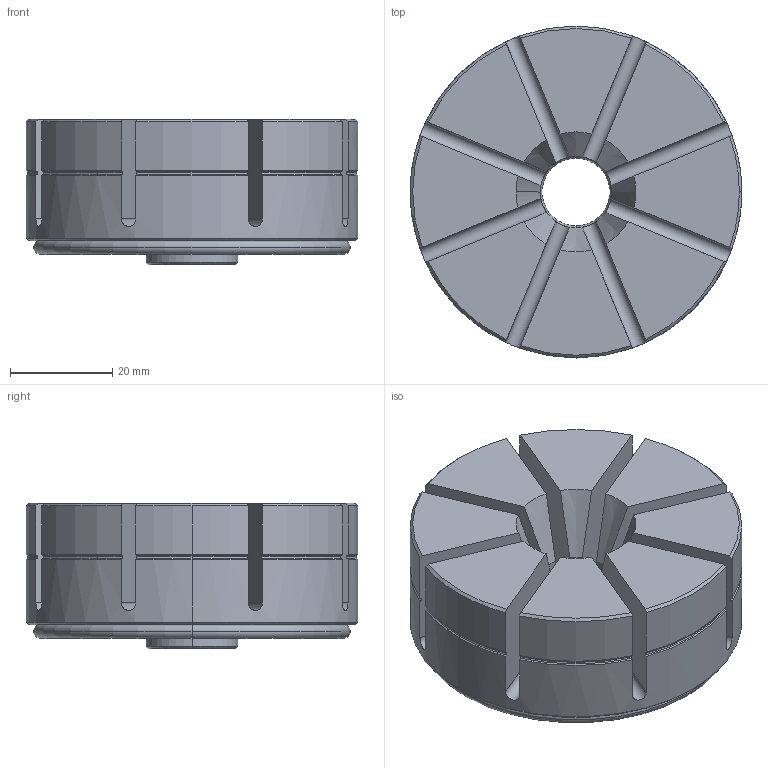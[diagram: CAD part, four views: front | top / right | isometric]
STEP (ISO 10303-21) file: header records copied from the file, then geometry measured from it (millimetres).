
FILE_DESCRIPTION (( 'STEP AP203' ), '1' );
FILE_NAME ('cp127-06501.STEP', '2021-10-25T23:35:03', ( '' ), ( '' ), 'SwSTEP 2.0', 'SolidWorks 2020', '' );
FILE_SCHEMA (( 'CONFIG_CONTROL_DESIGN' ));
Length unit declared in the file: millimetre
Products named in the file (1): cp127-06501
Bounding box: 65 x 65 x 28.5 mm (x, y, z)
Volume: 59347 mm3; surface area: 21899 mm2
Topology: 1 solids, 1 shells, 188 faces, 488 edges, 303 vertices
Faces by surface type: cone 66, cylinder 49, plane 41, torus 30, bspline 2
Entity records: 6262 total; most frequent: CARTESIAN_POINT 1696, ORIENTED_EDGE 960, DIRECTION 939, EDGE_CURVE 480, AXIS2_PLACEMENT_3D 386, VERTEX_POINT 303, EDGE_LOOP 199, CIRCLE 199
